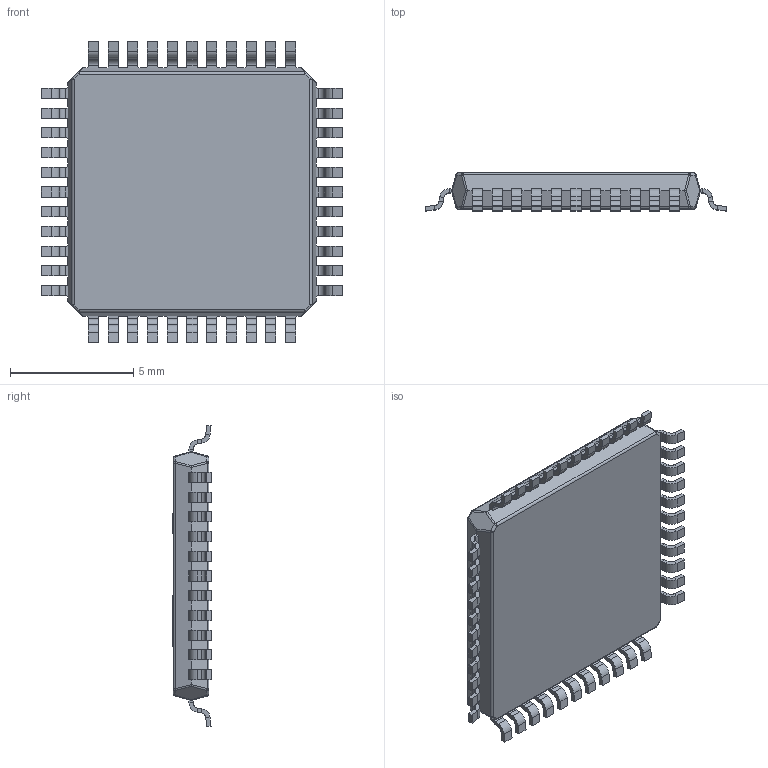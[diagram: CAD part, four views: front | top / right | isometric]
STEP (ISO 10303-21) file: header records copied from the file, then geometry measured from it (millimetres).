
FILE_DESCRIPTION (( 'STEP AP214' ), '1' );
FILE_NAME ('User Library-LQFP44L.STEP', '2020-07-06T05:51:49', ( '' ), ( '' ), 'SwSTEP 2.0', 'SolidWorks 2020', '' );
FILE_SCHEMA (( 'AUTOMOTIVE_DESIGN' ));
Length unit declared in the file: millimetre
Products named in the file (1): User Library-LQFP44L
Bounding box: 12.22 x 1.54 x 12.22 mm (x, y, z)
Volume: 145.9 mm3; surface area: 320.9 mm2
Topology: 1 solids, 1 shells, 1368 faces, 3249 edges, 1902 vertices
Faces by surface type: plane 984, cylinder 208, bspline 158, sphere 16, torus 2
Entity records: 45628 total; most frequent: CARTESIAN_POINT 14518, ORIENTED_EDGE 6466, DIRECTION 5737, EDGE_CURVE 3233, VECTOR 2503, LINE 2503, VERTEX_POINT 1902, AXIS2_PLACEMENT_3D 1617
